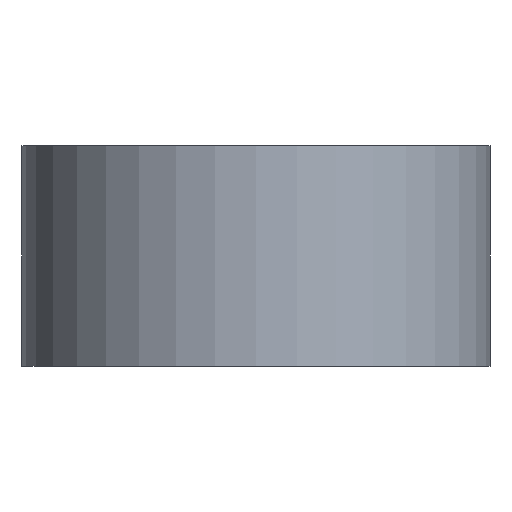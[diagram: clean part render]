
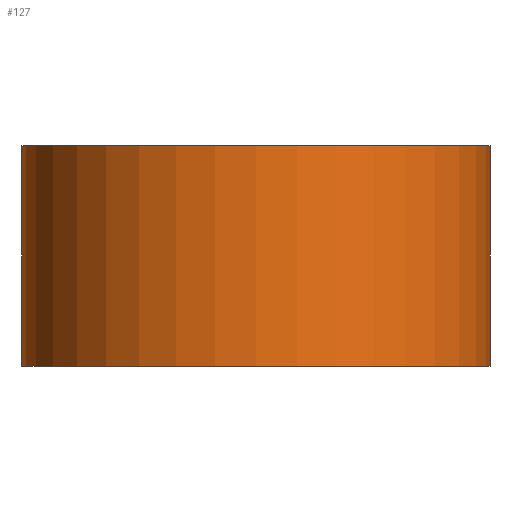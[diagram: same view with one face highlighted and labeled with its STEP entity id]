
A CAD part, front view. The second image highlights one B-rep face of the part: STEP entity #127.
In plain terms, the highlighted cylindrical face has radius 8.5 mm (diameter 17 mm), a partial arc.
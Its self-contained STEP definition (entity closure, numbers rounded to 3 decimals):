
#28 = AXIS2_PLACEMENT_3D ( 'NONE', #406, #96, #607 ) ;
#30 = CIRCLE ( 'NONE', #114, 8.5 ) ;
#59 = DIRECTION ( 'NONE',  ( 0., 0., -1. ) ) ;
#61 = VECTOR ( 'NONE', #574, 1000. ) ;
#96 = DIRECTION ( 'NONE',  ( 0., 0., 1. ) ) ;
#101 = CARTESIAN_POINT ( 'NONE',  ( -8.5, -9., 8. ) ) ;
#114 = AXIS2_PLACEMENT_3D ( 'NONE', #195, #394, #310 ) ;
#124 = ORIENTED_EDGE ( 'NONE', *, *, #493, .F. ) ;
#127 = ADVANCED_FACE ( 'NONE', ( #165 ), #483, .T. ) ;
#165 = FACE_OUTER_BOUND ( 'NONE', #281, .T. ) ;
#168 = EDGE_CURVE ( 'NONE', #590, #535, #479, .T. ) ;
#195 = CARTESIAN_POINT ( 'NONE',  ( 0., -9., 0. ) ) ;
#200 = CARTESIAN_POINT ( 'NONE',  ( -8.5, -9., 8. ) ) ;
#211 = CARTESIAN_POINT ( 'NONE',  ( -8.5, -9., 0. ) ) ;
#221 = CARTESIAN_POINT ( 'NONE',  ( 8.5, -9., 8. ) ) ;
#281 = EDGE_LOOP ( 'NONE', ( #484, #548, #124, #298 ) ) ;
#292 = AXIS2_PLACEMENT_3D ( 'NONE', #566, #59, #477 ) ;
#297 = DIRECTION ( 'NONE',  ( 0., 0., -1. ) ) ;
#298 = ORIENTED_EDGE ( 'NONE', *, *, #389, .T. ) ;
#310 = DIRECTION ( 'NONE',  ( 1., 0., 0. ) ) ;
#322 = VERTEX_POINT ( 'NONE', #101 ) ;
#348 = LINE ( 'NONE', #200, #647 ) ;
#370 = CIRCLE ( 'NONE', #28, 8.5 ) ;
#389 = EDGE_CURVE ( 'NONE', #322, #518, #348, .T. ) ;
#394 = DIRECTION ( 'NONE',  ( 0., 0., 1. ) ) ;
#406 = CARTESIAN_POINT ( 'NONE',  ( 0., -9., 8. ) ) ;
#416 = CARTESIAN_POINT ( 'NONE',  ( 8.5, -9., 0. ) ) ;
#477 = DIRECTION ( 'NONE',  ( -1., 0., 0. ) ) ;
#479 = LINE ( 'NONE', #221, #61 ) ;
#483 = CYLINDRICAL_SURFACE ( 'NONE', #292, 8.5 ) ;
#484 = ORIENTED_EDGE ( 'NONE', *, *, #617, .T. ) ;
#493 = EDGE_CURVE ( 'NONE', #322, #590, #370, .T. ) ;
#518 = VERTEX_POINT ( 'NONE', #211 ) ;
#535 = VERTEX_POINT ( 'NONE', #416 ) ;
#548 = ORIENTED_EDGE ( 'NONE', *, *, #168, .F. ) ;
#556 = CARTESIAN_POINT ( 'NONE',  ( 8.5, -9., 8. ) ) ;
#566 = CARTESIAN_POINT ( 'NONE',  ( 0., -9., 8. ) ) ;
#574 = DIRECTION ( 'NONE',  ( 0., 0., -1. ) ) ;
#590 = VERTEX_POINT ( 'NONE', #556 ) ;
#607 = DIRECTION ( 'NONE',  ( 1., 0., 0. ) ) ;
#617 = EDGE_CURVE ( 'NONE', #518, #535, #30, .T. ) ;
#647 = VECTOR ( 'NONE', #297, 1000. ) ;
